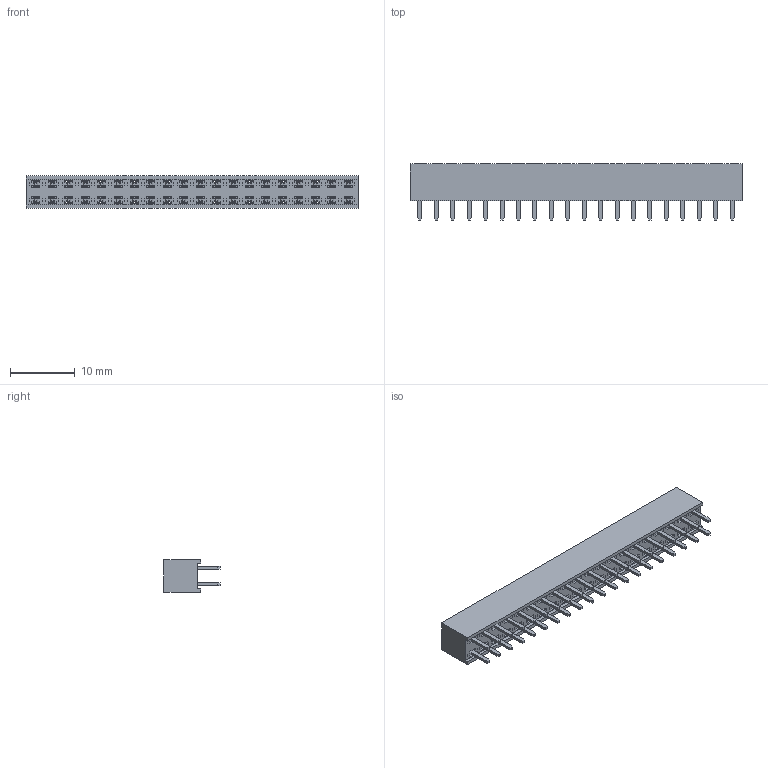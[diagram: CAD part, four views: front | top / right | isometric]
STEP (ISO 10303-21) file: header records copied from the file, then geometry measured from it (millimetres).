
FILE_DESCRIPTION((''),'2;1');
FILE_NAME('FFH25401-S06S1004K6K','2023-11-20T',('工程三'),(''),'PRO/ENGINEER BY PARAMETRIC TECHNOLOGY CORPORATION, 2010280','PRO/ENGINEER BY PARAMETRIC TECHNOLOGY CORPORATION, 2010280','');
FILE_SCHEMA(('CONFIG_CONTROL_DESIGN'));
Length unit declared in the file: millimetre
Products named in the file (1): FFH25401-S06S1004K6K
Bounding box: 51.3 x 8.7 x 5.08 mm (x, y, z)
Volume: 1173.2 mm3; surface area: 2925.8 mm2
Topology: 1 solids, 1 shells, 1410 faces, 4024 edges, 2576 vertices
Faces by surface type: plane 1290, cylinder 120
Entity records: 45286 total; most frequent: ORIENTED_EDGE 8048, CARTESIAN_POINT 8010, DIRECTION 7244, EDGE_CURVE 4024, VECTOR 3624, LINE 3624, VERTEX_POINT 2576, AXIS2_PLACEMENT_3D 1810
